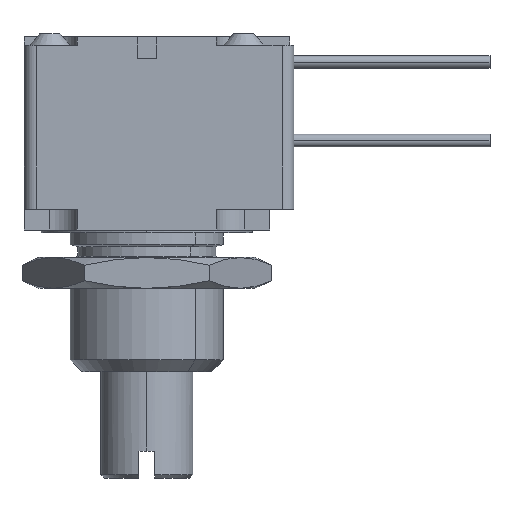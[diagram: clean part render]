
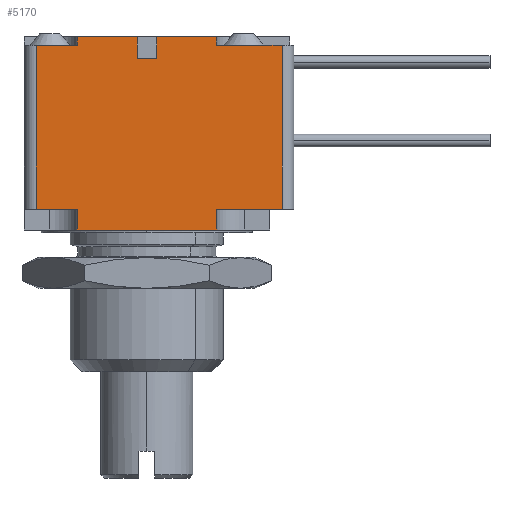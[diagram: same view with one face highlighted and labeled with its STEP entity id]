
A CAD part, left-side view. The second image highlights one B-rep face of the part: STEP entity #5170.
In plain terms, the highlighted planar face has unit normal (-1, 0, 0).
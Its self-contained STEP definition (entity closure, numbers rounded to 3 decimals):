
#224 = LINE ( 'NONE', #27811, #27467 ) ;
#250 = DIRECTION ( 'NONE',  ( 0., 1., 0. ) ) ;
#516 = LINE ( 'NONE', #7100, #14543 ) ;
#642 = VERTEX_POINT ( 'NONE', #18806 ) ;
#729 = EDGE_CURVE ( 'NONE', #6966, #642, #22613, .T. ) ;
#860 = ORIENTED_EDGE ( 'NONE', *, *, #15408, .T. ) ;
#897 = ORIENTED_EDGE ( 'NONE', *, *, #5341, .F. ) ;
#2252 = VECTOR ( 'NONE', #20167, 1000. ) ;
#2666 = CARTESIAN_POINT ( 'NONE',  ( -7.938, 4.496, 12.141 ) ) ;
#3282 = DIRECTION ( 'NONE',  ( 0., 1., 0. ) ) ;
#3577 = LINE ( 'NONE', #15676, #5491 ) ;
#3739 = LINE ( 'NONE', #8342, #17347 ) ;
#3787 = EDGE_LOOP ( 'NONE', ( #897, #860, #25752, #24531, #29121, #9265, #9268, #17072, #16971, #7981, #29738, #28657, #28531, #21937, #28974, #14705 ) ) ;
#3928 = EDGE_CURVE ( 'NONE', #28649, #27816, #3739, .T. ) ;
#4095 = VERTEX_POINT ( 'NONE', #11685 ) ;
#4417 = VECTOR ( 'NONE', #250, 1000. ) ;
#4939 = LINE ( 'NONE', #12844, #9840 ) ;
#5101 = VECTOR ( 'NONE', #22630, 1000. ) ;
#5170 = ADVANCED_FACE ( 'NONE', ( #23344 ), #11842, .T. ) ;
#5341 = EDGE_CURVE ( 'NONE', #20341, #7083, #24149, .T. ) ;
#5491 = VECTOR ( 'NONE', #22800, 1000. ) ;
#5736 = CARTESIAN_POINT ( 'NONE',  ( -7.938, 7.163, 1.524 ) ) ;
#6081 = VERTEX_POINT ( 'NONE', #25609 ) ;
#6239 = CARTESIAN_POINT ( 'NONE',  ( -7.938, -0.635, 11.278 ) ) ;
#6745 = VECTOR ( 'NONE', #20277, 1000. ) ;
#6966 = VERTEX_POINT ( 'NONE', #21066 ) ;
#7083 = VERTEX_POINT ( 'NONE', #5736 ) ;
#7100 = CARTESIAN_POINT ( 'NONE',  ( -7.938, -8.763, 1.524 ) ) ;
#7314 = LINE ( 'NONE', #26010, #15979 ) ;
#7981 = ORIENTED_EDGE ( 'NONE', *, *, #25076, .F. ) ;
#8342 = CARTESIAN_POINT ( 'NONE',  ( -7.938, -4.496, 12.141 ) ) ;
#8728 = LINE ( 'NONE', #14777, #2252 ) ;
#9265 = ORIENTED_EDGE ( 'NONE', *, *, #22343, .T. ) ;
#9268 = ORIENTED_EDGE ( 'NONE', *, *, #12649, .T. ) ;
#9424 = CARTESIAN_POINT ( 'NONE',  ( -7.938, -8.763, 1.524 ) ) ;
#9840 = VECTOR ( 'NONE', #17790, 1000. ) ;
#9864 = LINE ( 'NONE', #29135, #28378 ) ;
#10201 = VECTOR ( 'NONE', #25542, 1000. ) ;
#10331 = CARTESIAN_POINT ( 'NONE',  ( -7.938, 4.496, 1.524 ) ) ;
#10810 = CARTESIAN_POINT ( 'NONE',  ( -7.938, -4.521, 0.178 ) ) ;
#11066 = EDGE_CURVE ( 'NONE', #6966, #4095, #29563, .T. ) ;
#11685 = CARTESIAN_POINT ( 'NONE',  ( -7.938, 4.496, 12.7 ) ) ;
#11842 = PLANE ( 'NONE',  #14157 ) ;
#12122 = DIRECTION ( 'NONE',  ( 0., 0., 1. ) ) ;
#12527 = VECTOR ( 'NONE', #12122, 1000. ) ;
#12649 = EDGE_CURVE ( 'NONE', #30034, #28649, #224, .T. ) ;
#12844 = CARTESIAN_POINT ( 'NONE',  ( -7.938, 0.635, 12.7 ) ) ;
#13093 = CARTESIAN_POINT ( 'NONE',  ( -7.938, 0.635, 11.278 ) ) ;
#13838 = VERTEX_POINT ( 'NONE', #13093 ) ;
#13939 = LINE ( 'NONE', #30934, #29367 ) ;
#14008 = VERTEX_POINT ( 'NONE', #25742 ) ;
#14157 = AXIS2_PLACEMENT_3D ( 'NONE', #16670, #28822, #26497 ) ;
#14168 = LINE ( 'NONE', #14597, #19823 ) ;
#14469 = DIRECTION ( 'NONE',  ( 0., 1., 0. ) ) ;
#14543 = VECTOR ( 'NONE', #21683, 1000. ) ;
#14597 = CARTESIAN_POINT ( 'NONE',  ( -7.938, 7.163, 12.141 ) ) ;
#14705 = ORIENTED_EDGE ( 'NONE', *, *, #23749, .T. ) ;
#14777 = CARTESIAN_POINT ( 'NONE',  ( -7.938, -0.635, 11.278 ) ) ;
#14903 = LINE ( 'NONE', #25043, #5101 ) ;
#15408 = EDGE_CURVE ( 'NONE', #20341, #14008, #7314, .T. ) ;
#15676 = CARTESIAN_POINT ( 'NONE',  ( -7.938, -4.496, 12.7 ) ) ;
#15979 = VECTOR ( 'NONE', #18419, 1000. ) ;
#16670 = CARTESIAN_POINT ( 'NONE',  ( -7.938, 7.925, 0. ) ) ;
#16783 = VERTEX_POINT ( 'NONE', #19981 ) ;
#16971 = ORIENTED_EDGE ( 'NONE', *, *, #23254, .T. ) ;
#17072 = ORIENTED_EDGE ( 'NONE', *, *, #3928, .T. ) ;
#17347 = VECTOR ( 'NONE', #28673, 1000. ) ;
#17790 = DIRECTION ( 'NONE',  ( 0., 1., 0. ) ) ;
#18419 = DIRECTION ( 'NONE',  ( 0., 0., -1. ) ) ;
#18806 = CARTESIAN_POINT ( 'NONE',  ( -7.938, 7.163, 12.141 ) ) ;
#19318 = LINE ( 'NONE', #26568, #12527 ) ;
#19471 = DIRECTION ( 'NONE',  ( 0., 0., -1. ) ) ;
#19823 = VECTOR ( 'NONE', #19471, 1000. ) ;
#19981 = CARTESIAN_POINT ( 'NONE',  ( -7.938, -0.635, 12.7 ) ) ;
#20167 = DIRECTION ( 'NONE',  ( 0., 0., 1. ) ) ;
#20277 = DIRECTION ( 'NONE',  ( 0., 1., 0. ) ) ;
#20341 = VERTEX_POINT ( 'NONE', #22413 ) ;
#21066 = CARTESIAN_POINT ( 'NONE',  ( -7.938, 4.496, 12.141 ) ) ;
#21203 = VERTEX_POINT ( 'NONE', #9424 ) ;
#21683 = DIRECTION ( 'NONE',  ( 0., 0., 1. ) ) ;
#21937 = ORIENTED_EDGE ( 'NONE', *, *, #11066, .F. ) ;
#22343 = EDGE_CURVE ( 'NONE', #21203, #30034, #516, .T. ) ;
#22413 = CARTESIAN_POINT ( 'NONE',  ( -7.938, 4.496, 1.524 ) ) ;
#22613 = LINE ( 'NONE', #2666, #4417 ) ;
#22630 = DIRECTION ( 'NONE',  ( 0., 0., -1. ) ) ;
#22676 = EDGE_CURVE ( 'NONE', #6081, #24861, #14903, .T. ) ;
#22702 = CARTESIAN_POINT ( 'NONE',  ( -7.938, -8.763, 12.141 ) ) ;
#22800 = DIRECTION ( 'NONE',  ( 0., 1., 0. ) ) ;
#22865 = VERTEX_POINT ( 'NONE', #6239 ) ;
#23254 = EDGE_CURVE ( 'NONE', #27816, #16783, #3577, .T. ) ;
#23344 = FACE_OUTER_BOUND ( 'NONE', #3787, .T. ) ;
#23442 = DIRECTION ( 'NONE',  ( 0., 1., 0. ) ) ;
#23749 = EDGE_CURVE ( 'NONE', #642, #7083, #14168, .T. ) ;
#23943 = CARTESIAN_POINT ( 'NONE',  ( -7.938, 4.496, 12.141 ) ) ;
#24149 = LINE ( 'NONE', #10331, #6745 ) ;
#24531 = ORIENTED_EDGE ( 'NONE', *, *, #22676, .F. ) ;
#24607 = EDGE_CURVE ( 'NONE', #13838, #27812, #19318, .T. ) ;
#24731 = CARTESIAN_POINT ( 'NONE',  ( -7.938, 0.635, 12.7 ) ) ;
#24861 = VERTEX_POINT ( 'NONE', #10810 ) ;
#25043 = CARTESIAN_POINT ( 'NONE',  ( -7.938, -4.521, 1.524 ) ) ;
#25076 = EDGE_CURVE ( 'NONE', #22865, #16783, #8728, .T. ) ;
#25285 = EDGE_CURVE ( 'NONE', #21203, #6081, #26829, .T. ) ;
#25542 = DIRECTION ( 'NONE',  ( 0., 1., 0. ) ) ;
#25609 = CARTESIAN_POINT ( 'NONE',  ( -7.938, -4.521, 1.524 ) ) ;
#25742 = CARTESIAN_POINT ( 'NONE',  ( -7.938, 4.496, 0.178 ) ) ;
#25752 = ORIENTED_EDGE ( 'NONE', *, *, #26647, .F. ) ;
#25849 = EDGE_CURVE ( 'NONE', #22865, #13838, #13939, .T. ) ;
#26010 = CARTESIAN_POINT ( 'NONE',  ( -7.938, 4.496, 1.524 ) ) ;
#26497 = DIRECTION ( 'NONE',  ( 0., 0., 1. ) ) ;
#26568 = CARTESIAN_POINT ( 'NONE',  ( -7.938, 0.635, 11.278 ) ) ;
#26647 = EDGE_CURVE ( 'NONE', #24861, #14008, #9864, .T. ) ;
#26829 = LINE ( 'NONE', #27739, #10201 ) ;
#27097 = CARTESIAN_POINT ( 'NONE',  ( -7.938, -4.496, 12.7 ) ) ;
#27326 = EDGE_CURVE ( 'NONE', #27812, #4095, #4939, .T. ) ;
#27467 = VECTOR ( 'NONE', #3282, 1000. ) ;
#27739 = CARTESIAN_POINT ( 'NONE',  ( -7.938, -8.763, 1.524 ) ) ;
#27811 = CARTESIAN_POINT ( 'NONE',  ( -7.938, -8.763, 12.141 ) ) ;
#27812 = VERTEX_POINT ( 'NONE', #24731 ) ;
#27816 = VERTEX_POINT ( 'NONE', #27097 ) ;
#28101 = DIRECTION ( 'NONE',  ( 0., 0., 1. ) ) ;
#28378 = VECTOR ( 'NONE', #14469, 1000. ) ;
#28445 = VECTOR ( 'NONE', #28101, 1000. ) ;
#28531 = ORIENTED_EDGE ( 'NONE', *, *, #27326, .T. ) ;
#28649 = VERTEX_POINT ( 'NONE', #30622 ) ;
#28657 = ORIENTED_EDGE ( 'NONE', *, *, #24607, .T. ) ;
#28673 = DIRECTION ( 'NONE',  ( 0., 0., 1. ) ) ;
#28822 = DIRECTION ( 'NONE',  ( -1., 0., 0. ) ) ;
#28974 = ORIENTED_EDGE ( 'NONE', *, *, #729, .T. ) ;
#29121 = ORIENTED_EDGE ( 'NONE', *, *, #25285, .F. ) ;
#29135 = CARTESIAN_POINT ( 'NONE',  ( -7.938, -4.521, 0.178 ) ) ;
#29367 = VECTOR ( 'NONE', #23442, 1000. ) ;
#29563 = LINE ( 'NONE', #23943, #28445 ) ;
#29738 = ORIENTED_EDGE ( 'NONE', *, *, #25849, .T. ) ;
#30034 = VERTEX_POINT ( 'NONE', #22702 ) ;
#30622 = CARTESIAN_POINT ( 'NONE',  ( -7.938, -4.496, 12.141 ) ) ;
#30934 = CARTESIAN_POINT ( 'NONE',  ( -7.938, -0.635, 11.278 ) ) ;
